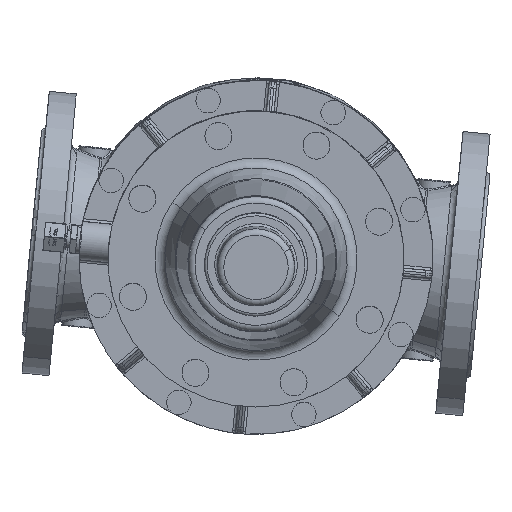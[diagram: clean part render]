
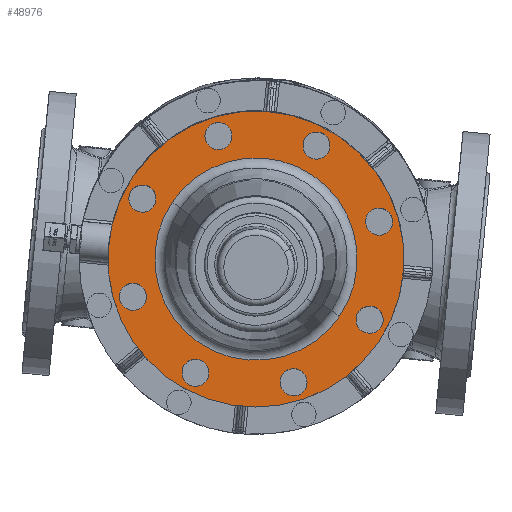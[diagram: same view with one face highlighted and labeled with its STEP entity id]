
A CAD part, top view. The second image highlights one B-rep face of the part: STEP entity #48976.
In plain terms, the highlighted face is planar.
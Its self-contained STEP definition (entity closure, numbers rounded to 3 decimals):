
#48672=DIRECTION('Axis2P3D Direction',(0.,0.,-1.)) ;
#48806=DIRECTION('Axis2P3D Direction',(0.,0.,-1.)) ;
#48807=DIRECTION('Axis2P3D XDirection',(0.,1.,0.)) ;
#48815=DIRECTION('Axis2P3D Direction',(0.,0.,-1.)) ;
#48824=DIRECTION('Axis2P3D Direction',(0.,0.,-1.)) ;
#48833=DIRECTION('Axis2P3D Direction',(0.,0.,-1.)) ;
#48842=DIRECTION('Axis2P3D Direction',(0.,0.,-1.)) ;
#48851=DIRECTION('Axis2P3D Direction',(0.,0.,-1.)) ;
#48860=DIRECTION('Axis2P3D Direction',(0.,0.,-1.)) ;
#48869=DIRECTION('Axis2P3D Direction',(0.,0.,-1.)) ;
#48878=DIRECTION('Axis2P3D Direction',(0.,0.,-1.)) ;
#48887=DIRECTION('Axis2P3D Direction',(0.,0.,-1.)) ;
#48896=DIRECTION('Axis2P3D Direction',(0.,0.,-1.)) ;
#48905=DIRECTION('Axis2P3D Direction',(0.,0.,-1.)) ;
#48914=DIRECTION('Axis2P3D Direction',(0.,0.,-1.)) ;
#48923=DIRECTION('Axis2P3D Direction',(0.,0.,-1.)) ;
#48932=DIRECTION('Axis2P3D Direction',(0.,0.,-1.)) ;
#48941=DIRECTION('Axis2P3D Direction',(0.,0.,-1.)) ;
#48950=DIRECTION('Axis2P3D Direction',(0.,0.,-1.)) ;
#48959=DIRECTION('Axis2P3D Direction',(0.,0.,-1.)) ;
#48968=DIRECTION('Axis2P3D Direction',(0.,0.,-1.)) ;
#48631=CARTESIAN_POINT('Vertex',(-100.922,55.134,344.775)) ;
#48635=CARTESIAN_POINT('Control Point',(-100.922,55.134,344.775)) ;
#48636=CARTESIAN_POINT('Control Point',(-92.262,70.987,344.775)) ;
#48637=CARTESIAN_POINT('Control Point',(-80.488,85.139,344.775)) ;
#48638=CARTESIAN_POINT('Control Point',(-66.045,96.773,344.775)) ;
#48639=CARTESIAN_POINT('Control Point',(-33.376,113.752,344.775)) ;
#48640=CARTESIAN_POINT('Control Point',(3.288,117.116,344.775)) ;
#48641=CARTESIAN_POINT('Control Point',(21.728,115.13,344.775)) ;
#48642=CARTESIAN_POINT('Control Point',(56.834,104.035,344.775)) ;
#48643=CARTESIAN_POINT('Control Point',(85.139,80.488,344.775)) ;
#48644=CARTESIAN_POINT('Control Point',(96.773,66.045,344.775)) ;
#48645=CARTESIAN_POINT('Control Point',(113.752,33.376,344.775)) ;
#48646=CARTESIAN_POINT('Control Point',(117.116,-3.288,344.775)) ;
#48647=CARTESIAN_POINT('Control Point',(115.13,-21.728,344.775)) ;
#48648=CARTESIAN_POINT('Control Point',(109.582,-39.281,344.775)) ;
#48649=CARTESIAN_POINT('Control Point',(100.922,-55.134,344.775)) ;
#48650=CARTESIAN_POINT('Vertex',(100.922,-55.134,344.775)) ;
#48671=CARTESIAN_POINT('Axis2P3D Location',(0.,0.,344.775)) ;
#48805=CARTESIAN_POINT('Axis2P3D Location',(-78.639,0.,344.775)) ;
#48814=CARTESIAN_POINT('Axis2P3D Location',(92.388,-38.268,344.775)) ;
#48818=CARTESIAN_POINT('Vertex',(102.888,-38.268,344.775)) ;
#48820=CARTESIAN_POINT('Vertex',(81.888,-38.268,344.775)) ;
#48823=CARTESIAN_POINT('Axis2P3D Location',(92.388,-38.268,344.775)) ;
#48832=CARTESIAN_POINT('Axis2P3D Location',(0.,0.,344.775)) ;
#48836=CARTESIAN_POINT('Vertex',(69.012,-37.701,344.775)) ;
#48838=CARTESIAN_POINT('Vertex',(-69.012,37.701,344.775)) ;
#48841=CARTESIAN_POINT('Axis2P3D Location',(0.,0.,344.775)) ;
#48850=CARTESIAN_POINT('Axis2P3D Location',(38.268,-92.388,344.775)) ;
#48854=CARTESIAN_POINT('Vertex',(30.844,-84.963,344.775)) ;
#48856=CARTESIAN_POINT('Vertex',(45.693,-99.813,344.775)) ;
#48859=CARTESIAN_POINT('Axis2P3D Location',(38.268,-92.388,344.775)) ;
#48868=CARTESIAN_POINT('Axis2P3D Location',(-38.268,-92.388,344.775)) ;
#48872=CARTESIAN_POINT('Vertex',(-38.268,-81.888,344.775)) ;
#48874=CARTESIAN_POINT('Vertex',(-38.268,-102.888,344.775)) ;
#48877=CARTESIAN_POINT('Axis2P3D Location',(-38.268,-92.388,344.775)) ;
#48886=CARTESIAN_POINT('Axis2P3D Location',(-92.388,-38.268,344.775)) ;
#48890=CARTESIAN_POINT('Vertex',(-84.963,-30.844,344.775)) ;
#48892=CARTESIAN_POINT('Vertex',(-99.813,-45.693,344.775)) ;
#48895=CARTESIAN_POINT('Axis2P3D Location',(-92.388,-38.268,344.775)) ;
#48904=CARTESIAN_POINT('Axis2P3D Location',(-92.388,38.268,344.775)) ;
#48908=CARTESIAN_POINT('Vertex',(-81.888,38.268,344.775)) ;
#48910=CARTESIAN_POINT('Vertex',(-102.888,38.268,344.775)) ;
#48913=CARTESIAN_POINT('Axis2P3D Location',(-92.388,38.268,344.775)) ;
#48922=CARTESIAN_POINT('Axis2P3D Location',(-38.268,92.388,344.775)) ;
#48926=CARTESIAN_POINT('Vertex',(-30.844,84.963,344.775)) ;
#48928=CARTESIAN_POINT('Vertex',(-45.693,99.813,344.775)) ;
#48931=CARTESIAN_POINT('Axis2P3D Location',(-38.268,92.388,344.775)) ;
#48940=CARTESIAN_POINT('Axis2P3D Location',(38.268,92.388,344.775)) ;
#48944=CARTESIAN_POINT('Vertex',(38.268,81.888,344.775)) ;
#48946=CARTESIAN_POINT('Vertex',(38.268,102.888,344.775)) ;
#48949=CARTESIAN_POINT('Axis2P3D Location',(38.268,92.388,344.775)) ;
#48958=CARTESIAN_POINT('Axis2P3D Location',(92.388,38.268,344.775)) ;
#48962=CARTESIAN_POINT('Vertex',(84.963,30.844,344.775)) ;
#48964=CARTESIAN_POINT('Vertex',(99.813,45.693,344.775)) ;
#48967=CARTESIAN_POINT('Axis2P3D Location',(92.388,38.268,344.775)) ;
#48673=AXIS2_PLACEMENT_3D('Circle Axis2P3D',#48671,#48672,$) ;
#48808=AXIS2_PLACEMENT_3D('Plane Axis2P3D',#48805,#48806,#48807) ;
#48816=AXIS2_PLACEMENT_3D('Circle Axis2P3D',#48814,#48815,$) ;
#48825=AXIS2_PLACEMENT_3D('Circle Axis2P3D',#48823,#48824,$) ;
#48834=AXIS2_PLACEMENT_3D('Circle Axis2P3D',#48832,#48833,$) ;
#48843=AXIS2_PLACEMENT_3D('Circle Axis2P3D',#48841,#48842,$) ;
#48852=AXIS2_PLACEMENT_3D('Circle Axis2P3D',#48850,#48851,$) ;
#48861=AXIS2_PLACEMENT_3D('Circle Axis2P3D',#48859,#48860,$) ;
#48870=AXIS2_PLACEMENT_3D('Circle Axis2P3D',#48868,#48869,$) ;
#48879=AXIS2_PLACEMENT_3D('Circle Axis2P3D',#48877,#48878,$) ;
#48888=AXIS2_PLACEMENT_3D('Circle Axis2P3D',#48886,#48887,$) ;
#48897=AXIS2_PLACEMENT_3D('Circle Axis2P3D',#48895,#48896,$) ;
#48906=AXIS2_PLACEMENT_3D('Circle Axis2P3D',#48904,#48905,$) ;
#48915=AXIS2_PLACEMENT_3D('Circle Axis2P3D',#48913,#48914,$) ;
#48924=AXIS2_PLACEMENT_3D('Circle Axis2P3D',#48922,#48923,$) ;
#48933=AXIS2_PLACEMENT_3D('Circle Axis2P3D',#48931,#48932,$) ;
#48942=AXIS2_PLACEMENT_3D('Circle Axis2P3D',#48940,#48941,$) ;
#48951=AXIS2_PLACEMENT_3D('Circle Axis2P3D',#48949,#48950,$) ;
#48960=AXIS2_PLACEMENT_3D('Circle Axis2P3D',#48958,#48959,$) ;
#48969=AXIS2_PLACEMENT_3D('Circle Axis2P3D',#48967,#48968,$) ;
#48831=FACE_BOUND('',#48828,.T.) ;
#48849=FACE_BOUND('',#48846,.T.) ;
#48867=FACE_BOUND('',#48864,.T.) ;
#48885=FACE_BOUND('',#48882,.T.) ;
#48903=FACE_BOUND('',#48900,.T.) ;
#48921=FACE_BOUND('',#48918,.T.) ;
#48939=FACE_BOUND('',#48936,.T.) ;
#48957=FACE_BOUND('',#48954,.T.) ;
#48975=FACE_BOUND('',#48972,.T.) ;
#48652=EDGE_CURVE('',#48632,#48651,#48634,.T.) ;
#48675=EDGE_CURVE('',#48651,#48632,#48674,.T.) ;
#48822=EDGE_CURVE('',#48819,#48821,#48817,.T.) ;
#48827=EDGE_CURVE('',#48821,#48819,#48826,.T.) ;
#48840=EDGE_CURVE('',#48837,#48839,#48835,.T.) ;
#48845=EDGE_CURVE('',#48839,#48837,#48844,.T.) ;
#48858=EDGE_CURVE('',#48855,#48857,#48853,.T.) ;
#48863=EDGE_CURVE('',#48857,#48855,#48862,.T.) ;
#48876=EDGE_CURVE('',#48873,#48875,#48871,.T.) ;
#48881=EDGE_CURVE('',#48875,#48873,#48880,.T.) ;
#48894=EDGE_CURVE('',#48891,#48893,#48889,.T.) ;
#48899=EDGE_CURVE('',#48893,#48891,#48898,.T.) ;
#48912=EDGE_CURVE('',#48909,#48911,#48907,.T.) ;
#48917=EDGE_CURVE('',#48911,#48909,#48916,.T.) ;
#48930=EDGE_CURVE('',#48927,#48929,#48925,.T.) ;
#48935=EDGE_CURVE('',#48929,#48927,#48934,.T.) ;
#48948=EDGE_CURVE('',#48945,#48947,#48943,.T.) ;
#48953=EDGE_CURVE('',#48947,#48945,#48952,.T.) ;
#48966=EDGE_CURVE('',#48963,#48965,#48961,.T.) ;
#48971=EDGE_CURVE('',#48965,#48963,#48970,.T.) ;
#48809=PLANE('Plane',#48808) ;
#48811=ORIENTED_EDGE('',*,*,#48652,.F.) ;
#48812=ORIENTED_EDGE('',*,*,#48675,.F.) ;
#48829=ORIENTED_EDGE('',*,*,#48822,.T.) ;
#48830=ORIENTED_EDGE('',*,*,#48827,.T.) ;
#48847=ORIENTED_EDGE('',*,*,#48840,.T.) ;
#48848=ORIENTED_EDGE('',*,*,#48845,.T.) ;
#48865=ORIENTED_EDGE('',*,*,#48858,.T.) ;
#48866=ORIENTED_EDGE('',*,*,#48863,.T.) ;
#48883=ORIENTED_EDGE('',*,*,#48876,.T.) ;
#48884=ORIENTED_EDGE('',*,*,#48881,.T.) ;
#48901=ORIENTED_EDGE('',*,*,#48894,.T.) ;
#48902=ORIENTED_EDGE('',*,*,#48899,.T.) ;
#48919=ORIENTED_EDGE('',*,*,#48912,.T.) ;
#48920=ORIENTED_EDGE('',*,*,#48917,.T.) ;
#48937=ORIENTED_EDGE('',*,*,#48930,.T.) ;
#48938=ORIENTED_EDGE('',*,*,#48935,.T.) ;
#48955=ORIENTED_EDGE('',*,*,#48948,.T.) ;
#48956=ORIENTED_EDGE('',*,*,#48953,.T.) ;
#48973=ORIENTED_EDGE('',*,*,#48966,.T.) ;
#48974=ORIENTED_EDGE('',*,*,#48971,.T.) ;
#48976=ADVANCED_FACE('Brep With Voids',(#48813,#48831,#48849,#48867,#48885,#48903,#48921,#48939,#48957,#48975),#48809,.F.) ;
#48674=CIRCLE('generated circle',#48673,115.) ;
#48817=CIRCLE('generated circle',#48816,10.5) ;
#48826=CIRCLE('generated circle',#48825,10.5) ;
#48835=CIRCLE('generated circle',#48834,78.639) ;
#48844=CIRCLE('generated circle',#48843,78.639) ;
#48853=CIRCLE('generated circle',#48852,10.5) ;
#48862=CIRCLE('generated circle',#48861,10.5) ;
#48871=CIRCLE('generated circle',#48870,10.5) ;
#48880=CIRCLE('generated circle',#48879,10.5) ;
#48889=CIRCLE('generated circle',#48888,10.5) ;
#48898=CIRCLE('generated circle',#48897,10.5) ;
#48907=CIRCLE('generated circle',#48906,10.5) ;
#48916=CIRCLE('generated circle',#48915,10.5) ;
#48925=CIRCLE('generated circle',#48924,10.5) ;
#48934=CIRCLE('generated circle',#48933,10.5) ;
#48943=CIRCLE('generated circle',#48942,10.5) ;
#48952=CIRCLE('generated circle',#48951,10.5) ;
#48961=CIRCLE('generated circle',#48960,10.5) ;
#48970=CIRCLE('generated circle',#48969,10.5) ;
#48632=VERTEX_POINT('',#48631) ;
#48651=VERTEX_POINT('',#48650) ;
#48819=VERTEX_POINT('',#48818) ;
#48821=VERTEX_POINT('',#48820) ;
#48837=VERTEX_POINT('',#48836) ;
#48839=VERTEX_POINT('',#48838) ;
#48855=VERTEX_POINT('',#48854) ;
#48857=VERTEX_POINT('',#48856) ;
#48873=VERTEX_POINT('',#48872) ;
#48875=VERTEX_POINT('',#48874) ;
#48891=VERTEX_POINT('',#48890) ;
#48893=VERTEX_POINT('',#48892) ;
#48909=VERTEX_POINT('',#48908) ;
#48911=VERTEX_POINT('',#48910) ;
#48927=VERTEX_POINT('',#48926) ;
#48929=VERTEX_POINT('',#48928) ;
#48945=VERTEX_POINT('',#48944) ;
#48947=VERTEX_POINT('',#48946) ;
#48963=VERTEX_POINT('',#48962) ;
#48965=VERTEX_POINT('',#48964) ;
#48634=B_SPLINE_CURVE_WITH_KNOTS('',5,(#48635,#48636,#48637,#48638,#48639,#48640,#48641,#48642,#48643,#48644,#48645,#48646,#48647,#48648,#48649),.UNSPECIFIED.,.F.,.U.,(6,3,3,3,6),(-180.642,-90.321,0.,90.321,180.642),.UNSPECIFIED.) ;
#48810=EDGE_LOOP('',(#48811,#48812)) ;
#48828=EDGE_LOOP('',(#48829,#48830)) ;
#48846=EDGE_LOOP('',(#48847,#48848)) ;
#48864=EDGE_LOOP('',(#48865,#48866)) ;
#48882=EDGE_LOOP('',(#48883,#48884)) ;
#48900=EDGE_LOOP('',(#48901,#48902)) ;
#48918=EDGE_LOOP('',(#48919,#48920)) ;
#48936=EDGE_LOOP('',(#48937,#48938)) ;
#48954=EDGE_LOOP('',(#48955,#48956)) ;
#48972=EDGE_LOOP('',(#48973,#48974)) ;
#48813=FACE_OUTER_BOUND('',#48810,.T.) ;
